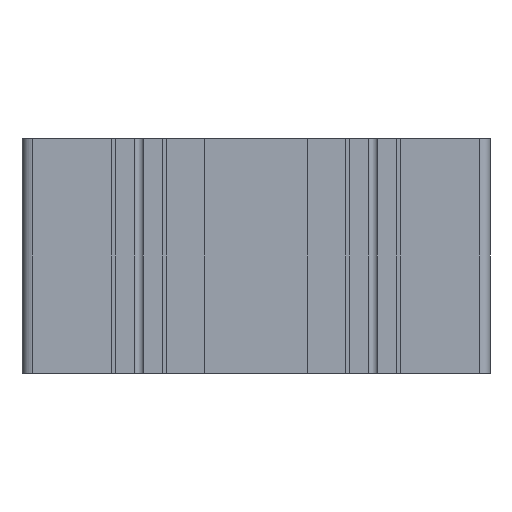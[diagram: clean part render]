
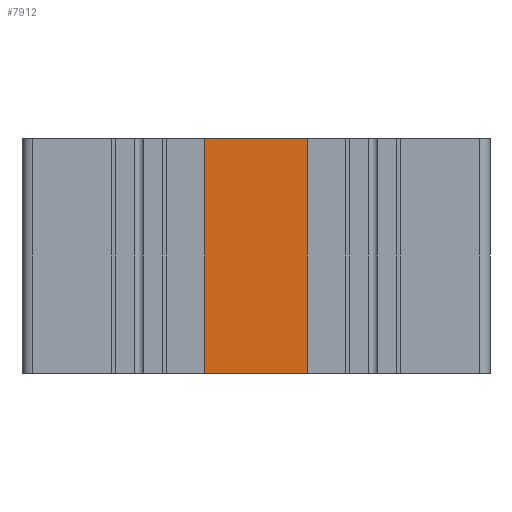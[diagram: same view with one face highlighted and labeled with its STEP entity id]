
A CAD part, left-side view. The second image highlights one B-rep face of the part: STEP entity #7912.
In plain terms, the highlighted planar face has unit normal (-1, 0, 0).
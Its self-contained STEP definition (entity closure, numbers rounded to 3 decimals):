
#395=FACE_OUTER_BOUND('',#803,.T.);
#803=EDGE_LOOP('',(#6360,#6361,#6362,#6363));
#1061=LINE('',#11134,#1990);
#1645=LINE('',#12689,#2574);
#1646=LINE('',#12692,#2575);
#1647=LINE('',#12693,#2576);
#1990=VECTOR('',#8834,10.);
#2574=VECTOR('',#10262,1000.);
#2575=VECTOR('',#10265,1000.);
#2576=VECTOR('',#10266,1000.);
#3176=VERTEX_POINT('',#11131);
#3177=VERTEX_POINT('',#11133);
#3726=VERTEX_POINT('',#12687);
#3727=VERTEX_POINT('',#12691);
#3962=EDGE_CURVE('',#3177,#3176,#1061,.T.);
#4740=EDGE_CURVE('',#3176,#3726,#1645,.T.);
#4741=EDGE_CURVE('',#3727,#3726,#1646,.T.);
#4742=EDGE_CURVE('',#3177,#3727,#1647,.T.);
#6360=ORIENTED_EDGE('',*,*,#3962,.T.);
#6361=ORIENTED_EDGE('',*,*,#4740,.T.);
#6362=ORIENTED_EDGE('',*,*,#4741,.F.);
#6363=ORIENTED_EDGE('',*,*,#4742,.F.);
#7566=PLANE('',#8522);
#7912=ADVANCED_FACE('',(#395),#7566,.T.);
#8522=AXIS2_PLACEMENT_3D('',#12690,#10263,#10264);
#8834=DIRECTION('',(0.,1.,0.));
#10262=DIRECTION('',(0.,0.,-1.));
#10263=DIRECTION('center_axis',(-1.,0.,0.));
#10264=DIRECTION('ref_axis',(0.,0.,1.));
#10265=DIRECTION('',(0.,1.,0.));
#10266=DIRECTION('',(0.,0.,-1.));
#11131=CARTESIAN_POINT('',(17.345,60.993,50.));
#11133=CARTESIAN_POINT('',(17.345,39.007,50.));
#11134=CARTESIAN_POINT('',(17.345,0.,50.));
#12687=CARTESIAN_POINT('',(17.345,60.993,0.));
#12689=CARTESIAN_POINT('',(17.345,60.993,1000.));
#12690=CARTESIAN_POINT('Origin',(17.345,0.,1000.));
#12691=CARTESIAN_POINT('',(17.345,39.007,0.));
#12692=CARTESIAN_POINT('',(17.345,0.,0.));
#12693=CARTESIAN_POINT('',(17.345,39.007,1000.));
